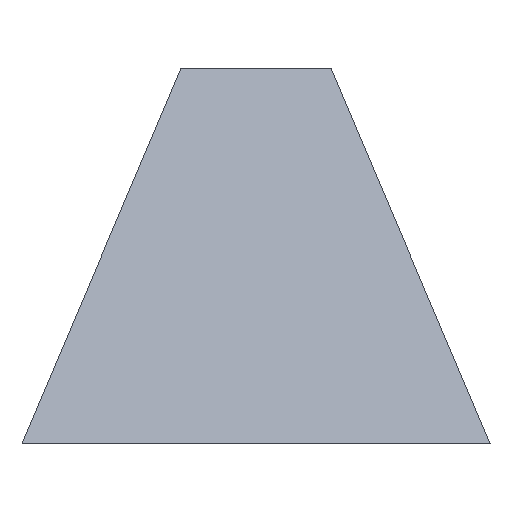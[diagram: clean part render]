
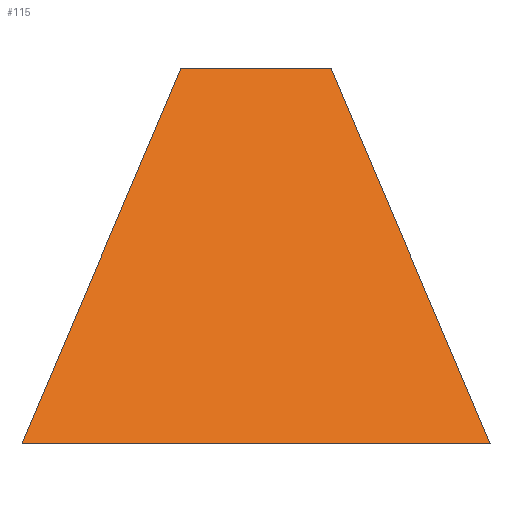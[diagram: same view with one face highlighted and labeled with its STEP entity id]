
A CAD part, left-side view. The second image highlights one B-rep face of the part: STEP entity #115.
In plain terms, the highlighted free-form (B-spline) face has degree [1, 1] with [2, 2] control points.
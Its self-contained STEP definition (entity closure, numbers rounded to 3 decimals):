
#22 = VERTEX_POINT('',#23);
#23 = CARTESIAN_POINT('',(-10.,2.5,0.));
#39 = VERTEX_POINT('',#40);
#40 = CARTESIAN_POINT('',(-8.302,0.802,4.));
#46 = EDGE_CURVE('',#22,#39,#47,.T.);
#47 = B_SPLINE_CURVE_WITH_KNOTS('',1,(#48,#49),.UNSPECIFIED.,.F.,.F.,(2,
    2),(0.,1.),.PIECEWISE_BEZIER_KNOTS.);
#48 = CARTESIAN_POINT('',(-10.,2.5,0.));
#49 = CARTESIAN_POINT('',(-8.302,0.802,4.));
#90 = VERTEX_POINT('',#91);
#91 = CARTESIAN_POINT('',(-10.,-2.5,0.));
#97 = EDGE_CURVE('',#90,#98,#100,.T.);
#98 = VERTEX_POINT('',#99);
#99 = CARTESIAN_POINT('',(-8.302,-0.802,4.));
#100 = B_SPLINE_CURVE_WITH_KNOTS('',1,(#101,#102),.UNSPECIFIED.,.F.,.F.,
  (2,2),(0.,1.),.PIECEWISE_BEZIER_KNOTS.);
#101 = CARTESIAN_POINT('',(-10.,-2.5,0.));
#102 = CARTESIAN_POINT('',(-8.302,-0.802,4.));
#115 = ADVANCED_FACE('',(#116),#132,.F.);
#116 = FACE_BOUND('',#117,.F.);
#117 = EDGE_LOOP('',(#118,#124,#125,#131));
#118 = ORIENTED_EDGE('',*,*,#119,.T.);
#119 = EDGE_CURVE('',#90,#22,#120,.T.);
#120 = LINE('',#121,#122);
#121 = CARTESIAN_POINT('',(-10.,-2.5,0.));
#122 = VECTOR('',#123,1.);
#123 = DIRECTION('',(0.,1.,0.));
#124 = ORIENTED_EDGE('',*,*,#46,.T.);
#125 = ORIENTED_EDGE('',*,*,#126,.F.);
#126 = EDGE_CURVE('',#98,#39,#127,.T.);
#127 = LINE('',#128,#129);
#128 = CARTESIAN_POINT('',(-8.302,-2.5,4.));
#129 = VECTOR('',#130,1.);
#130 = DIRECTION('',(0.,1.,0.));
#131 = ORIENTED_EDGE('',*,*,#97,.F.);
#132 = B_SPLINE_SURFACE_WITH_KNOTS('',1,1,(
    (#133,#134)
    ,(#135,#136)),.UNSPECIFIED.,.F.,.F.,.F.,(2,2),(2,2),(0.,5.),(0.,1.),
  .PIECEWISE_BEZIER_KNOTS.);
#133 = CARTESIAN_POINT('',(-10.,-2.5,0.));
#134 = CARTESIAN_POINT('',(-8.302,-0.802,4.));
#135 = CARTESIAN_POINT('',(-10.,2.5,0.));
#136 = CARTESIAN_POINT('',(-8.302,0.802,4.));
